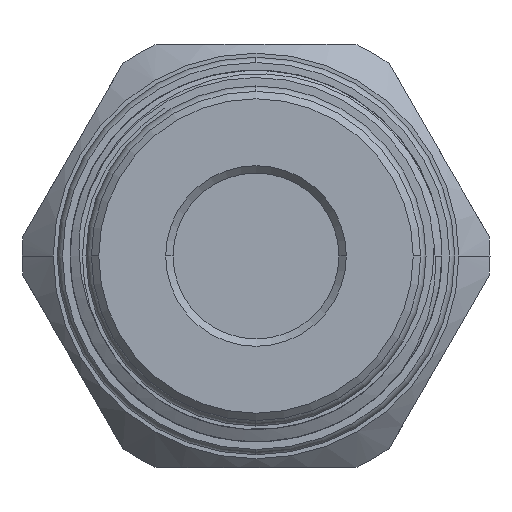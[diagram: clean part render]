
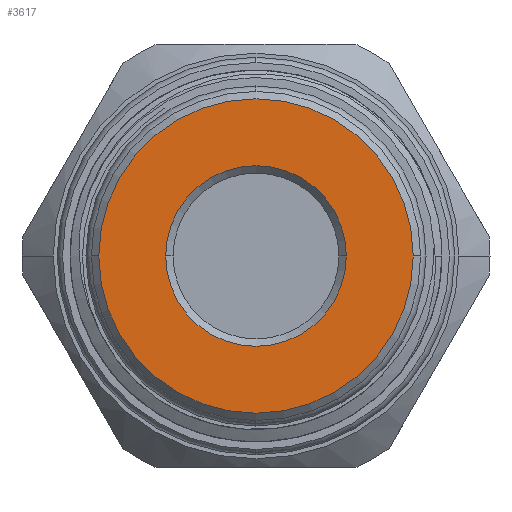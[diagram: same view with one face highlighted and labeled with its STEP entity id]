
A CAD part, left-side view. The second image highlights one B-rep face of the part: STEP entity #3617.
In plain terms, the highlighted planar face has unit normal (-1, 0, 0).
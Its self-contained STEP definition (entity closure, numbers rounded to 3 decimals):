
#57 = EDGE_LOOP ( 'NONE', ( #7725, #1785 ) ) ;
#555 = CARTESIAN_POINT ( 'NONE',  ( -78.1, -6.1, 0. ) ) ;
#864 = CARTESIAN_POINT ( 'NONE',  ( -78.1, -10.615, 0. ) ) ;
#898 = CARTESIAN_POINT ( 'NONE',  ( -78.1, 0., 0. ) ) ;
#952 = CIRCLE ( 'NONE', #5379, 10.615 ) ;
#1194 = AXIS2_PLACEMENT_3D ( 'NONE', #8532, #3709, #5760 ) ;
#1785 = ORIENTED_EDGE ( 'NONE', *, *, #3754, .T. ) ;
#1949 = VERTEX_POINT ( 'NONE', #7642 ) ;
#2484 = AXIS2_PLACEMENT_3D ( 'NONE', #4047, #3113, #6069 ) ;
#3113 = DIRECTION ( 'NONE',  ( 1., 0., 0. ) ) ;
#3371 = AXIS2_PLACEMENT_3D ( 'NONE', #9606, #10578, #4796 ) ;
#3617 = ADVANCED_FACE ( 'NONE', ( #10206, #8231 ), #7654, .F. ) ;
#3709 = DIRECTION ( 'NONE',  ( 1., 0., 0. ) ) ;
#3754 = EDGE_CURVE ( 'NONE', #9118, #1949, #5840, .T. ) ;
#3989 = EDGE_CURVE ( 'NONE', #6692, #7636, #5078, .T. ) ;
#4047 = CARTESIAN_POINT ( 'NONE',  ( -78.1, 0., 0. ) ) ;
#4143 = DIRECTION ( 'NONE',  ( 1., 0., 0. ) ) ;
#4182 = CARTESIAN_POINT ( 'NONE',  ( -78.1, 0., 0. ) ) ;
#4796 = DIRECTION ( 'NONE',  ( 0., -1., 0. ) ) ;
#5078 = CIRCLE ( 'NONE', #2484, 10.615 ) ;
#5379 = AXIS2_PLACEMENT_3D ( 'NONE', #898, #8632, #6613 ) ;
#5676 = EDGE_CURVE ( 'NONE', #7636, #6692, #952, .T. ) ;
#5760 = DIRECTION ( 'NONE',  ( 0., -1., 0. ) ) ;
#5840 = CIRCLE ( 'NONE', #1194, 6.1 ) ;
#5903 = ORIENTED_EDGE ( 'NONE', *, *, #3989, .F. ) ;
#5975 = EDGE_CURVE ( 'NONE', #1949, #9118, #10934, .T. ) ;
#5976 = DIRECTION ( 'NONE',  ( 0., -1., 0. ) ) ;
#6069 = DIRECTION ( 'NONE',  ( 0., -1., 0. ) ) ;
#6141 = CARTESIAN_POINT ( 'NONE',  ( -78.1, 10.615, 0. ) ) ;
#6384 = ORIENTED_EDGE ( 'NONE', *, *, #5676, .F. ) ;
#6613 = DIRECTION ( 'NONE',  ( 0., -1., 0. ) ) ;
#6692 = VERTEX_POINT ( 'NONE', #864 ) ;
#7636 = VERTEX_POINT ( 'NONE', #6141 ) ;
#7642 = CARTESIAN_POINT ( 'NONE',  ( -78.1, 6.1, 0. ) ) ;
#7654 = PLANE ( 'NONE',  #3371 ) ;
#7725 = ORIENTED_EDGE ( 'NONE', *, *, #5975, .T. ) ;
#8231 = FACE_OUTER_BOUND ( 'NONE', #9387, .T. ) ;
#8532 = CARTESIAN_POINT ( 'NONE',  ( -78.1, 0., 0. ) ) ;
#8632 = DIRECTION ( 'NONE',  ( 1., 0., 0. ) ) ;
#9118 = VERTEX_POINT ( 'NONE', #555 ) ;
#9387 = EDGE_LOOP ( 'NONE', ( #5903, #6384 ) ) ;
#9606 = CARTESIAN_POINT ( 'NONE',  ( -78.1, 0., 0. ) ) ;
#9916 = AXIS2_PLACEMENT_3D ( 'NONE', #4182, #4143, #5976 ) ;
#10206 = FACE_BOUND ( 'NONE', #57, .T. ) ;
#10578 = DIRECTION ( 'NONE',  ( 1., 0., 0. ) ) ;
#10934 = CIRCLE ( 'NONE', #9916, 6.1 ) ;
